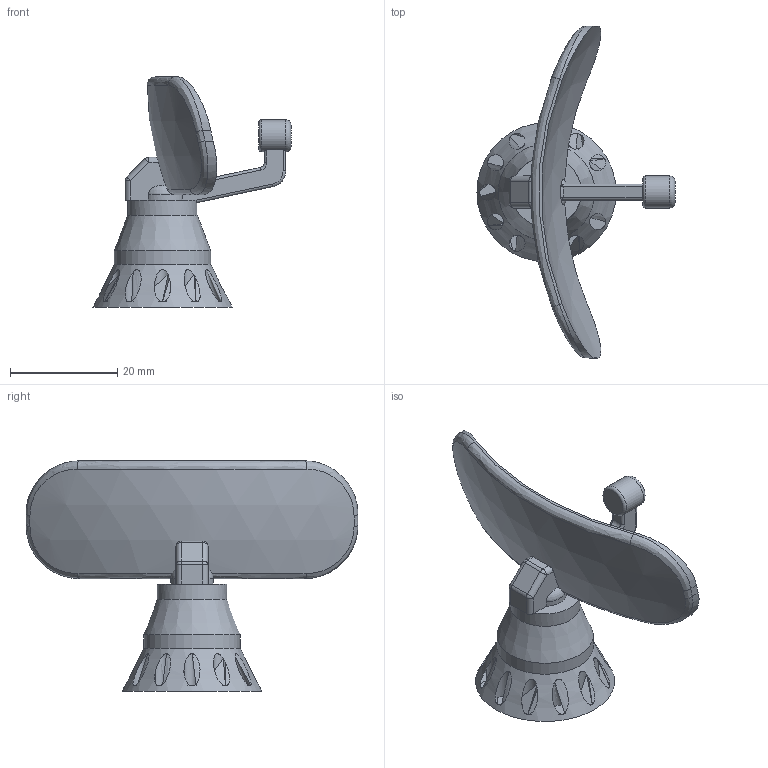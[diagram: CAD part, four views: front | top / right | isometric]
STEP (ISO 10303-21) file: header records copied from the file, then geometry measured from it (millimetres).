
FILE_DESCRIPTION(('FreeCAD Model'),'2;1');
FILE_NAME('Open CASCADE Shape Model','2025-05-09T15:12:42',(''),(''), 'Open CASCADE STEP processor 7.6','FreeCAD','Unknown');
FILE_SCHEMA(('AUTOMOTIVE_DESIGN { 1 0 10303 214 1 1 1 1 }'));
Length unit declared in the file: millimetre
Products named in the file (3): _0250319_Radar_en_camioncito; base radar; radar
Assembly tree (2 placements, depth 2):
  _0250319_Radar_en_camioncito
    base radar
    radar
Bounding box: 37 x 62 x 43 mm (x, y, z)
Volume: 5617.5 mm3; surface area: 6281.1 mm2
Topology: 1 solids, 2 shells, 113 faces, 326 edges, 189 vertices
Faces by surface type: cylinder 42, plane 38, torus 12, bspline 12, sphere 6, cone 3
Full cylindrical faces by diameter (mm): 3 x12, 3.2 x2, 4 x1, 6 x1, 13 x1, 18 x1
Entity records: 26023 total; most frequent: CARTESIAN_POINT 20331, DIRECTION 859, ORIENTED_EDGE 638, PCURVE 638, DEFINITIONAL_REPRESENTATION 638, B_SPLINE_CURVE_WITH_KNOTS 401, LINE 340, VECTOR 340
